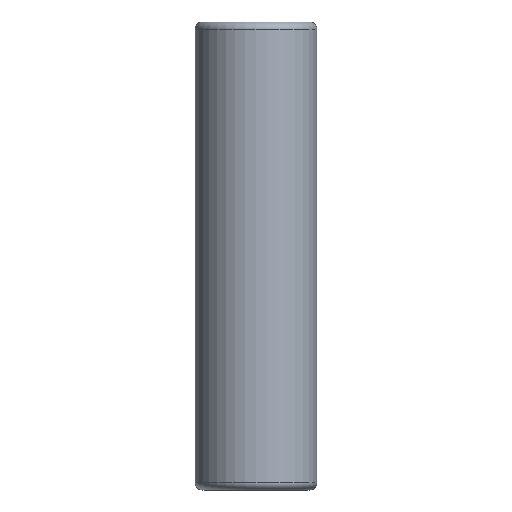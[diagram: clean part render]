
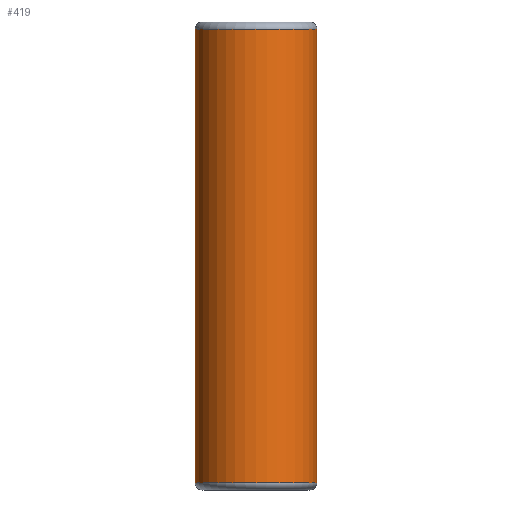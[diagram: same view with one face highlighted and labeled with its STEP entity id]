
A CAD part, front view. The second image highlights one B-rep face of the part: STEP entity #419.
In plain terms, the highlighted cylindrical face has radius 13 mm (diameter 26 mm), a partial arc.
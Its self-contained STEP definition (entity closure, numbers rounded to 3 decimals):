
#3 = CARTESIAN_POINT ( 'NONE',  ( -13., 0., 98.5 ) ) ;
#4 = CARTESIAN_POINT ( 'NONE',  ( 13., 0., 1.5 ) ) ;
#9 = CARTESIAN_POINT ( 'NONE',  ( 13., 0., 98.5 ) ) ;
#13 = CARTESIAN_POINT ( 'NONE',  ( -13., 0., 1.5 ) ) ;
#19 = VERTEX_POINT ( 'NONE', #13 ) ;
#23 = VERTEX_POINT ( 'NONE', #9 ) ;
#27 = VERTEX_POINT ( 'NONE', #4 ) ;
#30 = VERTEX_POINT ( 'NONE', #3 ) ;
#62 = CARTESIAN_POINT ( 'NONE',  ( 0., 0., 100. ) ) ;
#68 = CARTESIAN_POINT ( 'NONE',  ( 0., 0., 98.5 ) ) ;
#71 = DIRECTION ( 'NONE',  ( 0., 0., -1. ) ) ;
#73 = DIRECTION ( 'NONE',  ( -1., 0., 0. ) ) ;
#92 = DIRECTION ( 'NONE',  ( 0., 0., -1. ) ) ;
#95 = DIRECTION ( 'NONE',  ( 1., 0., 0. ) ) ;
#96 = CARTESIAN_POINT ( 'NONE',  ( 0., 0., 1.5 ) ) ;
#99 = DIRECTION ( 'NONE',  ( 0., 0., 1. ) ) ;
#101 = DIRECTION ( 'NONE',  ( 1., 0., 0. ) ) ;
#116 = CARTESIAN_POINT ( 'NONE',  ( -13., 0., 100. ) ) ;
#125 = DIRECTION ( 'NONE',  ( 0., 0., -1. ) ) ;
#147 = EDGE_CURVE ( 'NONE', #23, #30, #324, .T. ) ;
#148 = EDGE_CURVE ( 'NONE', #19, #27, #326, .T. ) ;
#157 = AXIS2_PLACEMENT_3D ( 'NONE', #68, #92, #95 ) ;
#159 = AXIS2_PLACEMENT_3D ( 'NONE', #96, #99, #101 ) ;
#160 = AXIS2_PLACEMENT_3D ( 'NONE', #62, #71, #73 ) ;
#187 = CARTESIAN_POINT ( 'NONE',  ( 13., 0., 100. ) ) ;
#188 = DIRECTION ( 'NONE',  ( 0., 0., -1. ) ) ;
#249 = EDGE_LOOP ( 'NONE', ( #286, #287, #288, #289 ) ) ;
#286 = ORIENTED_EDGE ( 'NONE', *, *, #440, .F. ) ;
#287 = ORIENTED_EDGE ( 'NONE', *, *, #147, .T. ) ;
#288 = ORIENTED_EDGE ( 'NONE', *, *, #431, .T. ) ;
#289 = ORIENTED_EDGE ( 'NONE', *, *, #148, .T. ) ;
#324 = CIRCLE ( 'NONE', #157, 13. ) ;
#326 = CIRCLE ( 'NONE', #159, 13. ) ;
#339 = FACE_OUTER_BOUND ( 'NONE', #249, .T. ) ;
#345 = VECTOR ( 'NONE', #125, 1000. ) ;
#346 = CYLINDRICAL_SURFACE ( 'NONE', #160, 13. ) ;
#357 = LINE ( 'NONE', #116, #345 ) ;
#359 = VECTOR ( 'NONE', #188, 1000. ) ;
#364 = LINE ( 'NONE', #187, #359 ) ;
#419 = ADVANCED_FACE ( 'NONE', ( #339 ), #346, .T. ) ;
#431 = EDGE_CURVE ( 'NONE', #30, #19, #357, .T. ) ;
#440 = EDGE_CURVE ( 'NONE', #23, #27, #364, .T. ) ;
